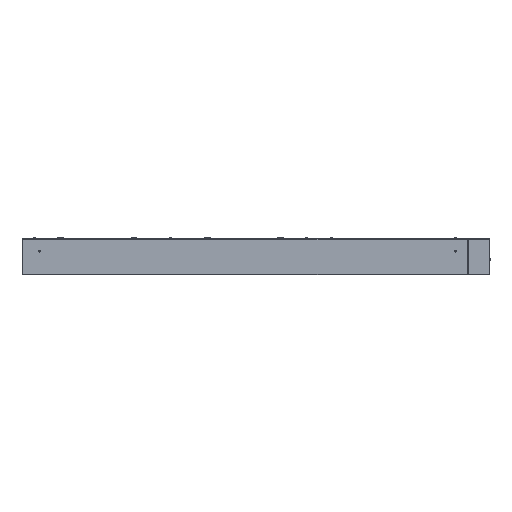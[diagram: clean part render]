
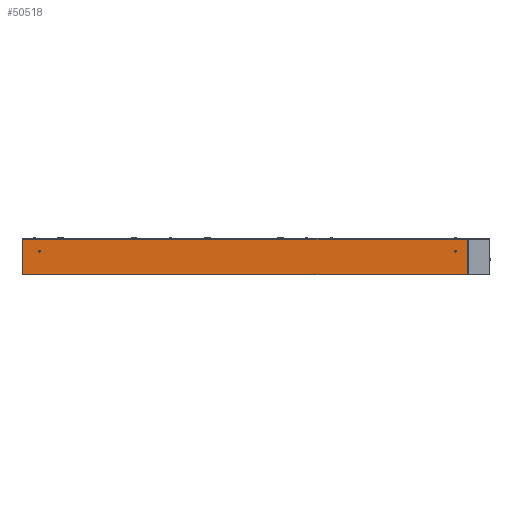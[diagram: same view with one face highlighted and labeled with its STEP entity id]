
A CAD part, left-side view. The second image highlights one B-rep face of the part: STEP entity #50518.
In plain terms, the highlighted planar face has unit normal (-1, 0, 0).
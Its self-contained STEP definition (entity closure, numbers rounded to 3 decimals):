
#139 = EDGE_CURVE ( 'NONE', #17148, #13873, #45714, .T. ) ;
#309 = CIRCLE ( 'NONE', #30214, 0.5 ) ;
#2034 = LINE ( 'NONE', #34674, #27686 ) ;
#2226 = FACE_OUTER_BOUND ( 'NONE', #25026, .T. ) ;
#4595 = LINE ( 'NONE', #25453, #30993 ) ;
#5126 = DIRECTION ( 'NONE',  ( 0., 1., 0. ) ) ;
#6486 = EDGE_CURVE ( 'NONE', #49727, #35507, #20196, .T. ) ;
#6827 = ORIENTED_EDGE ( 'NONE', *, *, #6486, .F. ) ;
#8814 = VERTEX_POINT ( 'NONE', #8842 ) ;
#8842 = CARTESIAN_POINT ( 'NONE',  ( 0., 1798.3, 1. ) ) ;
#9180 = DIRECTION ( 'NONE',  ( 1., 0., 0. ) ) ;
#11614 = EDGE_CURVE ( 'NONE', #35507, #49727, #31687, .T. ) ;
#11626 = DIRECTION ( 'NONE',  ( 0., 0., 1. ) ) ;
#13185 = CARTESIAN_POINT ( 'NONE',  ( 0., 0., 0. ) ) ;
#13873 = VERTEX_POINT ( 'NONE', #46409 ) ;
#13944 = CARTESIAN_POINT ( 'NONE',  ( 0., 1800., 1. ) ) ;
#14252 = FACE_BOUND ( 'NONE', #33002, .T. ) ;
#16876 = EDGE_LOOP ( 'NONE', ( #39346, #33454 ) ) ;
#17148 = VERTEX_POINT ( 'NONE', #21209 ) ;
#17241 = DIRECTION ( 'NONE',  ( 0., 0., 1. ) ) ;
#17432 = CARTESIAN_POINT ( 'NONE',  ( 0., 1730., 94.3 ) ) ;
#17851 = CARTESIAN_POINT ( 'NONE',  ( 0., 1.7, 142.6 ) ) ;
#17956 = DIRECTION ( 'NONE',  ( 0., 0., 1. ) ) ;
#19015 = LINE ( 'NONE', #13944, #34536 ) ;
#19666 = CARTESIAN_POINT ( 'NONE',  ( 0., 1730., 94.3 ) ) ;
#20196 = CIRCLE ( 'NONE', #38123, 0.5 ) ;
#21209 = CARTESIAN_POINT ( 'NONE',  ( 0., 1730., 93.8 ) ) ;
#21706 = CARTESIAN_POINT ( 'NONE',  ( 0., 1.7, 1. ) ) ;
#22228 = DIRECTION ( 'NONE',  ( 0., 1., 0. ) ) ;
#25026 = EDGE_LOOP ( 'NONE', ( #40753, #26142, #29513, #37246 ) ) ;
#25347 = VECTOR ( 'NONE', #17241, 1000. ) ;
#25453 = CARTESIAN_POINT ( 'NONE',  ( 0., 0.877, 142.6 ) ) ;
#25721 = DIRECTION ( 'NONE',  ( -1., 0., 0. ) ) ;
#26142 = ORIENTED_EDGE ( 'NONE', *, *, #26830, .T. ) ;
#26830 = EDGE_CURVE ( 'NONE', #34850, #37965, #4595, .T. ) ;
#27387 = AXIS2_PLACEMENT_3D ( 'NONE', #40278, #32015, #48309 ) ;
#27613 = CARTESIAN_POINT ( 'NONE',  ( 0., 50., 94.8 ) ) ;
#27686 = VECTOR ( 'NONE', #50955, 1000. ) ;
#29168 = EDGE_CURVE ( 'NONE', #37965, #8814, #2034, .T. ) ;
#29513 = ORIENTED_EDGE ( 'NONE', *, *, #29168, .T. ) ;
#29517 = DIRECTION ( 'NONE',  ( 0., 0., -1. ) ) ;
#30214 = AXIS2_PLACEMENT_3D ( 'NONE', #17432, #51124, #42059 ) ;
#30993 = VECTOR ( 'NONE', #5126, 1000. ) ;
#31041 = EDGE_CURVE ( 'NONE', #34187, #8814, #19015, .T. ) ;
#31687 = CIRCLE ( 'NONE', #27387, 0.5 ) ;
#32015 = DIRECTION ( 'NONE',  ( -1., 0., 0. ) ) ;
#32994 = EDGE_CURVE ( 'NONE', #13873, #17148, #309, .T. ) ;
#33002 = EDGE_LOOP ( 'NONE', ( #52133, #6827 ) ) ;
#33454 = ORIENTED_EDGE ( 'NONE', *, *, #139, .F. ) ;
#33798 = PLANE ( 'NONE',  #52193 ) ;
#34187 = VERTEX_POINT ( 'NONE', #21706 ) ;
#34536 = VECTOR ( 'NONE', #22228, 1000. ) ;
#34560 = CARTESIAN_POINT ( 'NONE',  ( 0., 50., 94.3 ) ) ;
#34609 = FACE_BOUND ( 'NONE', #16876, .T. ) ;
#34674 = CARTESIAN_POINT ( 'NONE',  ( 0., 1798.3, 143.423 ) ) ;
#34850 = VERTEX_POINT ( 'NONE', #17851 ) ;
#35507 = VERTEX_POINT ( 'NONE', #27613 ) ;
#36484 = CARTESIAN_POINT ( 'NONE',  ( 0., 1798.3, 142.6 ) ) ;
#37246 = ORIENTED_EDGE ( 'NONE', *, *, #31041, .F. ) ;
#37965 = VERTEX_POINT ( 'NONE', #36484 ) ;
#38123 = AXIS2_PLACEMENT_3D ( 'NONE', #34560, #25721, #17956 ) ;
#39346 = ORIENTED_EDGE ( 'NONE', *, *, #32994, .F. ) ;
#40278 = CARTESIAN_POINT ( 'NONE',  ( 0., 50., 94.3 ) ) ;
#40584 = AXIS2_PLACEMENT_3D ( 'NONE', #19666, #44001, #11626 ) ;
#40753 = ORIENTED_EDGE ( 'NONE', *, *, #43903, .T. ) ;
#41860 = LINE ( 'NONE', #50669, #25347 ) ;
#42059 = DIRECTION ( 'NONE',  ( 0., 0., 1. ) ) ;
#42478 = CARTESIAN_POINT ( 'NONE',  ( 0., 50., 93.8 ) ) ;
#43903 = EDGE_CURVE ( 'NONE', #34187, #34850, #41860, .T. ) ;
#44001 = DIRECTION ( 'NONE',  ( -1., 0., 0. ) ) ;
#45714 = CIRCLE ( 'NONE', #40584, 0.5 ) ;
#46409 = CARTESIAN_POINT ( 'NONE',  ( 0., 1730., 94.8 ) ) ;
#48309 = DIRECTION ( 'NONE',  ( 0., 0., 1. ) ) ;
#49727 = VERTEX_POINT ( 'NONE', #42478 ) ;
#50518 = ADVANCED_FACE ( 'NONE', ( #34609, #14252, #2226 ), #33798, .F. ) ;
#50669 = CARTESIAN_POINT ( 'NONE',  ( 0., 1.7, 1. ) ) ;
#50955 = DIRECTION ( 'NONE',  ( 0., 0., -1. ) ) ;
#51124 = DIRECTION ( 'NONE',  ( -1., 0., 0. ) ) ;
#52133 = ORIENTED_EDGE ( 'NONE', *, *, #11614, .F. ) ;
#52193 = AXIS2_PLACEMENT_3D ( 'NONE', #13185, #9180, #29517 ) ;
